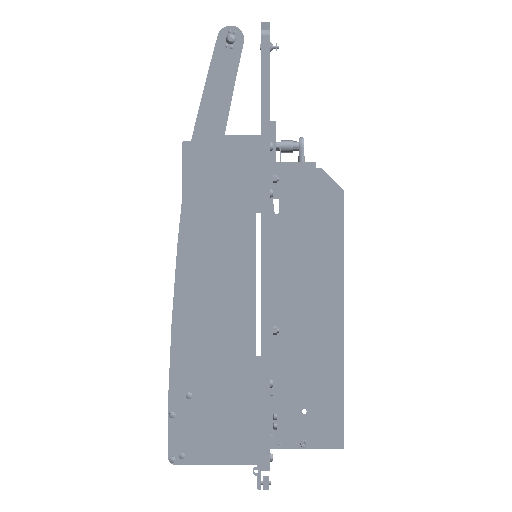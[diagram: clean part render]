
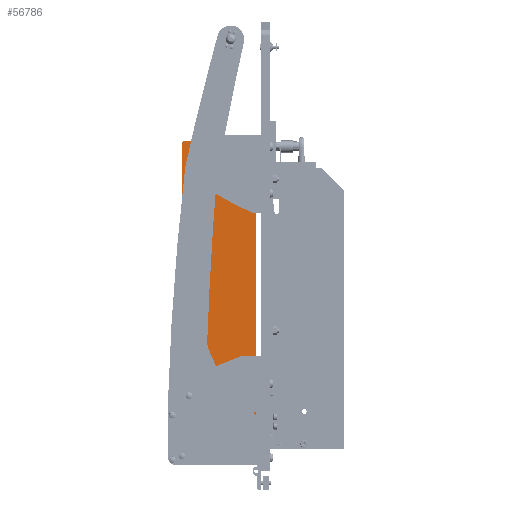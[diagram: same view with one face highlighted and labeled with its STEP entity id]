
A CAD part, left-side view. The second image highlights one B-rep face of the part: STEP entity #56786.
In plain terms, the highlighted face is planar.
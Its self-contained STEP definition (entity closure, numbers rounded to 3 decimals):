
#1620 = AXIS2_PLACEMENT_3D ( 'NONE', #27287, #101290, #92804 ) ;
#6621 = CIRCLE ( 'NONE', #57433, 4. ) ;
#10676 = VERTEX_POINT ( 'NONE', #76709 ) ;
#12348 = EDGE_CURVE ( 'NONE', #63686, #90606, #76168, .T. ) ;
#14746 = ORIENTED_EDGE ( 'NONE', *, *, #75839, .T. ) ;
#16638 = CARTESIAN_POINT ( 'NONE',  ( 167.5, -40., -5. ) ) ;
#16827 = CARTESIAN_POINT ( 'NONE',  ( -167.5, -40., -5. ) ) ;
#17516 = VECTOR ( 'NONE', #50665, 1000. ) ;
#19030 = CARTESIAN_POINT ( 'NONE',  ( -167.5, 36., -5. ) ) ;
#20683 = DIRECTION ( 'NONE',  ( 1., 0., 0. ) ) ;
#22144 = EDGE_CURVE ( 'NONE', #76714, #78411, #50097, .T. ) ;
#24608 = VECTOR ( 'NONE', #65074, 1000. ) ;
#27287 = CARTESIAN_POINT ( 'NONE',  ( -171.5, 40., -5. ) ) ;
#27482 = AXIS2_PLACEMENT_3D ( 'NONE', #19030, #92347, #100508 ) ;
#28174 = VECTOR ( 'NONE', #20683, 1000. ) ;
#29014 = VERTEX_POINT ( 'NONE', #16827 ) ;
#29190 = ORIENTED_EDGE ( 'NONE', *, *, #51931, .F. ) ;
#29418 = CARTESIAN_POINT ( 'NONE',  ( 171.5, 36., -5. ) ) ;
#29576 = CARTESIAN_POINT ( 'NONE',  ( -167.5, 40., -5. ) ) ;
#31455 = CARTESIAN_POINT ( 'NONE',  ( 171.5, -40., -5. ) ) ;
#33563 = CARTESIAN_POINT ( 'NONE',  ( 167.5, -36., -5. ) ) ;
#36494 = ORIENTED_EDGE ( 'NONE', *, *, #48957, .F. ) ;
#36860 = DIRECTION ( 'NONE',  ( 0., 0., -1. ) ) ;
#41337 = CIRCLE ( 'NONE', #88298, 4. ) ;
#44561 = FACE_OUTER_BOUND ( 'NONE', #44904, .T. ) ;
#44904 = EDGE_LOOP ( 'NONE', ( #36494, #97548, #47308, #59128, #29190, #14746, #64613, #45925 ) ) ;
#45925 = ORIENTED_EDGE ( 'NONE', *, *, #93248, .T. ) ;
#46724 = DIRECTION ( 'NONE',  ( -1., 0., 0. ) ) ;
#47308 = ORIENTED_EDGE ( 'NONE', *, *, #47577, .F. ) ;
#47577 = EDGE_CURVE ( 'NONE', #29014, #90606, #76329, .T. ) ;
#48868 = VECTOR ( 'NONE', #73799, 1000. ) ;
#48957 = EDGE_CURVE ( 'NONE', #63686, #55685, #80374, .T. ) ;
#50097 = LINE ( 'NONE', #58191, #48868 ) ;
#50665 = DIRECTION ( 'NONE',  ( 0., -1., 0. ) ) ;
#51931 = EDGE_CURVE ( 'NONE', #67336, #10676, #61907, .T. ) ;
#55685 = VERTEX_POINT ( 'NONE', #29418 ) ;
#55953 = CARTESIAN_POINT ( 'NONE',  ( -167.5, -36., -5. ) ) ;
#56786 = ADVANCED_FACE ( 'NONE', ( #44561 ), #84675, .T. ) ;
#57433 = AXIS2_PLACEMENT_3D ( 'NONE', #85422, #36860, #60279 ) ;
#57748 = CARTESIAN_POINT ( 'NONE',  ( -171.5, -40., -5. ) ) ;
#58191 = CARTESIAN_POINT ( 'NONE',  ( -171.5, 40., -5. ) ) ;
#59128 = ORIENTED_EDGE ( 'NONE', *, *, #73032, .T. ) ;
#60279 = DIRECTION ( 'NONE',  ( -1., 0., 0. ) ) ;
#61907 = LINE ( 'NONE', #57748, #17516 ) ;
#63686 = VERTEX_POINT ( 'NONE', #92800 ) ;
#64613 = ORIENTED_EDGE ( 'NONE', *, *, #22144, .F. ) ;
#65074 = DIRECTION ( 'NONE',  ( 0., 1., 0. ) ) ;
#66144 = DIRECTION ( 'NONE',  ( -1., 0., 0. ) ) ;
#67336 = VERTEX_POINT ( 'NONE', #84911 ) ;
#73032 = EDGE_CURVE ( 'NONE', #29014, #10676, #41337, .T. ) ;
#73799 = DIRECTION ( 'NONE',  ( -1., 0., 0. ) ) ;
#73932 = DIRECTION ( 'NONE',  ( 0., 0., -1. ) ) ;
#75839 = EDGE_CURVE ( 'NONE', #67336, #78411, #99163, .T. ) ;
#76168 = CIRCLE ( 'NONE', #82695, 4. ) ;
#76329 = LINE ( 'NONE', #93320, #28174 ) ;
#76709 = CARTESIAN_POINT ( 'NONE',  ( -171.5, -36., -5. ) ) ;
#76714 = VERTEX_POINT ( 'NONE', #76989 ) ;
#76989 = CARTESIAN_POINT ( 'NONE',  ( 167.5, 40., -5. ) ) ;
#78411 = VERTEX_POINT ( 'NONE', #29576 ) ;
#80374 = LINE ( 'NONE', #31455, #24608 ) ;
#82695 = AXIS2_PLACEMENT_3D ( 'NONE', #33563, #73932, #66144 ) ;
#84675 = PLANE ( 'NONE',  #1620 ) ;
#84911 = CARTESIAN_POINT ( 'NONE',  ( -171.5, 36., -5. ) ) ;
#85422 = CARTESIAN_POINT ( 'NONE',  ( 167.5, 36., -5. ) ) ;
#88298 = AXIS2_PLACEMENT_3D ( 'NONE', #55953, #95279, #46724 ) ;
#90606 = VERTEX_POINT ( 'NONE', #16638 ) ;
#92347 = DIRECTION ( 'NONE',  ( 0., 0., -1. ) ) ;
#92800 = CARTESIAN_POINT ( 'NONE',  ( 171.5, -36., -5. ) ) ;
#92804 = DIRECTION ( 'NONE',  ( -1., 0., 0. ) ) ;
#93248 = EDGE_CURVE ( 'NONE', #76714, #55685, #6621, .T. ) ;
#93320 = CARTESIAN_POINT ( 'NONE',  ( -171.5, -40., -5. ) ) ;
#95279 = DIRECTION ( 'NONE',  ( 0., 0., -1. ) ) ;
#97548 = ORIENTED_EDGE ( 'NONE', *, *, #12348, .T. ) ;
#99163 = CIRCLE ( 'NONE', #27482, 4. ) ;
#100508 = DIRECTION ( 'NONE',  ( -1., 0., 0. ) ) ;
#101290 = DIRECTION ( 'NONE',  ( 0., 0., -1. ) ) ;
